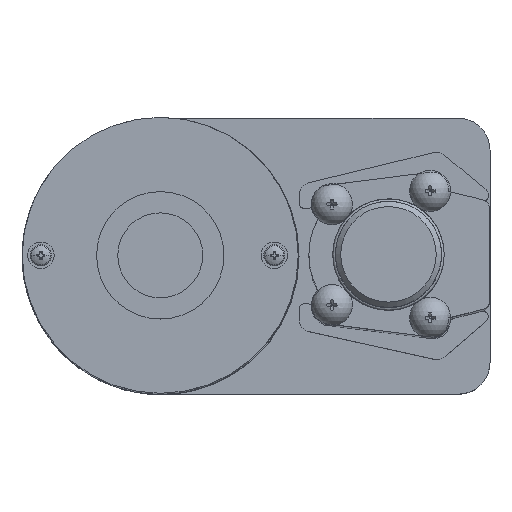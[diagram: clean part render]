
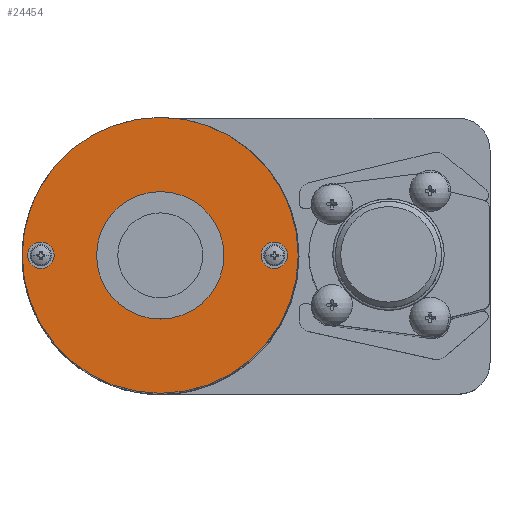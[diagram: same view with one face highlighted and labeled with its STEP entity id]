
A CAD part, top view. The second image highlights one B-rep face of the part: STEP entity #24454.
In plain terms, the highlighted planar face has unit normal (0, 0, 1).
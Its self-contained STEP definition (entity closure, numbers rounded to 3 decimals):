
#21198 = CYLINDRICAL_SURFACE('',#21199,26.);
#21199 = AXIS2_PLACEMENT_3D('',#21200,#21201,#21202);
#21200 = CARTESIAN_POINT('',(-7.,0.,85.));
#21201 = DIRECTION('',(0.,0.,1.));
#21202 = DIRECTION('',(1.,0.,0.));
#22269 = VERTEX_POINT('',#22270);
#22270 = CARTESIAN_POINT('',(19.,0.,88.));
#22291 = EDGE_CURVE('',#22269,#22269,#22292,.T.);
#22292 = SURFACE_CURVE('',#22293,(#22298,#22305),.PCURVE_S1.);
#22293 = CIRCLE('',#22294,26.);
#22294 = AXIS2_PLACEMENT_3D('',#22295,#22296,#22297);
#22295 = CARTESIAN_POINT('',(-7.,0.,88.));
#22296 = DIRECTION('',(0.,0.,1.));
#22297 = DIRECTION('',(1.,0.,0.));
#22298 = PCURVE('',#21198,#22299);
#22299 = DEFINITIONAL_REPRESENTATION('',(#22300),#22304);
#22300 = LINE('',#22301,#22302);
#22301 = CARTESIAN_POINT('',(0.,3.));
#22302 = VECTOR('',#22303,1.);
#22303 = DIRECTION('',(1.,0.));
#22304 = ( GEOMETRIC_REPRESENTATION_CONTEXT(2) 
PARAMETRIC_REPRESENTATION_CONTEXT() REPRESENTATION_CONTEXT('2D SPACE',''
  ) );
#22305 = PCURVE('',#22306,#22311);
#22306 = PLANE('',#22307);
#22307 = AXIS2_PLACEMENT_3D('',#22308,#22309,#22310);
#22308 = CARTESIAN_POINT('',(-7.,0.,88.));
#22309 = DIRECTION('',(0.,0.,1.));
#22310 = DIRECTION('',(1.,0.,0.));
#22311 = DEFINITIONAL_REPRESENTATION('',(#22312),#22316);
#22312 = CIRCLE('',#22313,26.);
#22313 = AXIS2_PLACEMENT_2D('',#22314,#22315);
#22314 = CARTESIAN_POINT('',(0.,0.));
#22315 = DIRECTION('',(1.,0.));
#22316 = ( GEOMETRIC_REPRESENTATION_CONTEXT(2) 
PARAMETRIC_REPRESENTATION_CONTEXT() REPRESENTATION_CONTEXT('2D SPACE',''
  ) );
#24454 = ADVANCED_FACE('',(#24455,#24458,#24489,#24520),#22306,.T.);
#24455 = FACE_BOUND('',#24456,.T.);
#24456 = EDGE_LOOP('',(#24457));
#24457 = ORIENTED_EDGE('',*,*,#22291,.T.);
#24458 = FACE_BOUND('',#24459,.T.);
#24459 = EDGE_LOOP('',(#24460));
#24460 = ORIENTED_EDGE('',*,*,#24461,.F.);
#24461 = EDGE_CURVE('',#24462,#24462,#24464,.T.);
#24462 = VERTEX_POINT('',#24463);
#24463 = CARTESIAN_POINT('',(-27.,0.,88.));
#24464 = SURFACE_CURVE('',#24465,(#24470,#24477),.PCURVE_S1.);
#24465 = CIRCLE('',#24466,2.5);
#24466 = AXIS2_PLACEMENT_3D('',#24467,#24468,#24469);
#24467 = CARTESIAN_POINT('',(-29.5,0.,88.));
#24468 = DIRECTION('',(0.,0.,1.));
#24469 = DIRECTION('',(1.,0.,0.));
#24470 = PCURVE('',#22306,#24471);
#24471 = DEFINITIONAL_REPRESENTATION('',(#24472),#24476);
#24472 = CIRCLE('',#24473,2.5);
#24473 = AXIS2_PLACEMENT_2D('',#24474,#24475);
#24474 = CARTESIAN_POINT('',(-22.5,0.));
#24475 = DIRECTION('',(1.,0.));
#24476 = ( GEOMETRIC_REPRESENTATION_CONTEXT(2) 
PARAMETRIC_REPRESENTATION_CONTEXT() REPRESENTATION_CONTEXT('2D SPACE',''
  ) );
#24477 = PCURVE('',#24478,#24483);
#24478 = CYLINDRICAL_SURFACE('',#24479,2.5);
#24479 = AXIS2_PLACEMENT_3D('',#24480,#24481,#24482);
#24480 = CARTESIAN_POINT('',(-29.5,0.,88.));
#24481 = DIRECTION('',(0.,0.,1.));
#24482 = DIRECTION('',(1.,0.,0.));
#24483 = DEFINITIONAL_REPRESENTATION('',(#24484),#24488);
#24484 = LINE('',#24485,#24486);
#24485 = CARTESIAN_POINT('',(0.,0.));
#24486 = VECTOR('',#24487,1.);
#24487 = DIRECTION('',(1.,0.));
#24488 = ( GEOMETRIC_REPRESENTATION_CONTEXT(2) 
PARAMETRIC_REPRESENTATION_CONTEXT() REPRESENTATION_CONTEXT('2D SPACE',''
  ) );
#24489 = FACE_BOUND('',#24490,.T.);
#24490 = EDGE_LOOP('',(#24491));
#24491 = ORIENTED_EDGE('',*,*,#24492,.F.);
#24492 = EDGE_CURVE('',#24493,#24493,#24495,.T.);
#24493 = VERTEX_POINT('',#24494);
#24494 = CARTESIAN_POINT('',(5.,0.,88.));
#24495 = SURFACE_CURVE('',#24496,(#24501,#24508),.PCURVE_S1.);
#24496 = CIRCLE('',#24497,12.);
#24497 = AXIS2_PLACEMENT_3D('',#24498,#24499,#24500);
#24498 = CARTESIAN_POINT('',(-7.,0.,88.));
#24499 = DIRECTION('',(0.,0.,1.));
#24500 = DIRECTION('',(1.,0.,0.));
#24501 = PCURVE('',#22306,#24502);
#24502 = DEFINITIONAL_REPRESENTATION('',(#24503),#24507);
#24503 = CIRCLE('',#24504,12.);
#24504 = AXIS2_PLACEMENT_2D('',#24505,#24506);
#24505 = CARTESIAN_POINT('',(0.,0.));
#24506 = DIRECTION('',(1.,0.));
#24507 = ( GEOMETRIC_REPRESENTATION_CONTEXT(2) 
PARAMETRIC_REPRESENTATION_CONTEXT() REPRESENTATION_CONTEXT('2D SPACE',''
  ) );
#24508 = PCURVE('',#24509,#24514);
#24509 = CYLINDRICAL_SURFACE('',#24510,12.);
#24510 = AXIS2_PLACEMENT_3D('',#24511,#24512,#24513);
#24511 = CARTESIAN_POINT('',(-7.,0.,88.));
#24512 = DIRECTION('',(0.,0.,1.));
#24513 = DIRECTION('',(1.,0.,0.));
#24514 = DEFINITIONAL_REPRESENTATION('',(#24515),#24519);
#24515 = LINE('',#24516,#24517);
#24516 = CARTESIAN_POINT('',(0.,0.));
#24517 = VECTOR('',#24518,1.);
#24518 = DIRECTION('',(1.,0.));
#24519 = ( GEOMETRIC_REPRESENTATION_CONTEXT(2) 
PARAMETRIC_REPRESENTATION_CONTEXT() REPRESENTATION_CONTEXT('2D SPACE',''
  ) );
#24520 = FACE_BOUND('',#24521,.T.);
#24521 = EDGE_LOOP('',(#24522));
#24522 = ORIENTED_EDGE('',*,*,#24523,.F.);
#24523 = EDGE_CURVE('',#24524,#24524,#24526,.T.);
#24524 = VERTEX_POINT('',#24525);
#24525 = CARTESIAN_POINT('',(17.,0.,88.));
#24526 = SURFACE_CURVE('',#24527,(#24532,#24539),.PCURVE_S1.);
#24527 = CIRCLE('',#24528,2.5);
#24528 = AXIS2_PLACEMENT_3D('',#24529,#24530,#24531);
#24529 = CARTESIAN_POINT('',(14.5,0.,88.));
#24530 = DIRECTION('',(0.,0.,1.));
#24531 = DIRECTION('',(1.,0.,0.));
#24532 = PCURVE('',#22306,#24533);
#24533 = DEFINITIONAL_REPRESENTATION('',(#24534),#24538);
#24534 = CIRCLE('',#24535,2.5);
#24535 = AXIS2_PLACEMENT_2D('',#24536,#24537);
#24536 = CARTESIAN_POINT('',(21.5,0.));
#24537 = DIRECTION('',(1.,0.));
#24538 = ( GEOMETRIC_REPRESENTATION_CONTEXT(2) 
PARAMETRIC_REPRESENTATION_CONTEXT() REPRESENTATION_CONTEXT('2D SPACE',''
  ) );
#24539 = PCURVE('',#24540,#24545);
#24540 = CYLINDRICAL_SURFACE('',#24541,2.5);
#24541 = AXIS2_PLACEMENT_3D('',#24542,#24543,#24544);
#24542 = CARTESIAN_POINT('',(14.5,0.,88.));
#24543 = DIRECTION('',(0.,0.,1.));
#24544 = DIRECTION('',(1.,0.,0.));
#24545 = DEFINITIONAL_REPRESENTATION('',(#24546),#24550);
#24546 = LINE('',#24547,#24548);
#24547 = CARTESIAN_POINT('',(0.,0.));
#24548 = VECTOR('',#24549,1.);
#24549 = DIRECTION('',(1.,0.));
#24550 = ( GEOMETRIC_REPRESENTATION_CONTEXT(2) 
PARAMETRIC_REPRESENTATION_CONTEXT() REPRESENTATION_CONTEXT('2D SPACE',''
  ) );
